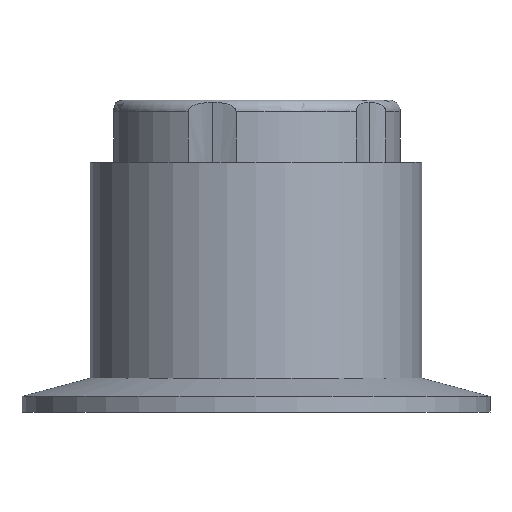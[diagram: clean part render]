
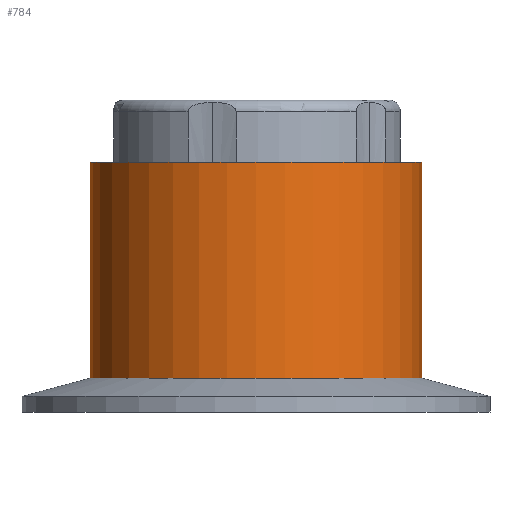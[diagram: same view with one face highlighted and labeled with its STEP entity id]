
A CAD part, front view. The second image highlights one B-rep face of the part: STEP entity #784.
In plain terms, the highlighted cylindrical face has radius 6.747 mm (diameter 13.494 mm), a partial arc.
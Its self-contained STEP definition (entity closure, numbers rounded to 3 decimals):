
#253=CARTESIAN_POINT('POINT17',(6.747,0.,
   1.379));
#254=VERTEX_POINT('VERTEX17',#253);
#262=CARTESIAN_POINT('POINT18',(-6.747,0.,
   1.379));
#263=VERTEX_POINT('VERTEX18',#262);
#270=CARTESIAN_POINT('POS27',(0.,0.,
   1.379));
#271=DIRECTION('DIR43',(0.,0.,-1.));
#272=DIRECTION('DIR44',(-1.,0.,0.));
#273=AXIS2_PLACEMENT_3D('AXIS17',#270,#271,#272);
#274=CIRCLE('ELLIPSE9',#273,6.747);
#286=EDGE_CURVE('EDGE28',#254,#263,#274,.T.);
#745=CARTESIAN_POINT('POINT47',(-6.747,0.,10.16));
#746=VERTEX_POINT('VERTEX47',#745);
#747=CARTESIAN_POINT('POS58',(-6.747,0.,
   5.556));
#748=DIRECTION('DIR92',(0.,0.,1.));
#749=VECTOR('VEC24',#748,1.);
#750=LINE('STRAIGHT24',#747,#749);
#751=EDGE_CURVE('EDGE68',#263,#746,#750,.T.);
#753=CARTESIAN_POINT('POINT48',(6.747,0.,
   10.16));
#754=VERTEX_POINT('VERTEX48',#753);
#755=CARTESIAN_POINT('POS59',(0.,0.,10.16));
#756=DIRECTION('DIR93',(0.,0.,1.));
#757=DIRECTION('DIR94',(-1.,0.,0.));
#758=AXIS2_PLACEMENT_3D('AXIS35',#755,#756,#757);
#759=CIRCLE('ELLIPSE20',#758,6.747);
#762=CARTESIAN_POINT('POS60',(6.747,0.,
   5.556));
#763=DIRECTION('DIR95',(0.,0.,-1.));
#764=VECTOR('VEC25',#763,1.);
#765=LINE('STRAIGHT25',#762,#764);
#766=EDGE_CURVE('EDGE70',#754,#254,#765,.T.);
#771=CARTESIAN_POINT('POS61',(0.,0.,
   5.556));
#772=DIRECTION('DIR96',(0.,0.,1.));
#773=DIRECTION('DIR97',(-1.,0.,0.));
#774=AXIS2_PLACEMENT_3D('AXIS36',#771,#772,#773);
#775=CYLINDRICAL_SURFACE('CONE_SURF11',#774,6.747);
#777=ORIENTED_EDGE('COEDGE109',*,*,#751,.F.);
#778=ORIENTED_EDGE('COEDGE110',*,*,#286,.F.);
#779=ORIENTED_EDGE('COEDGE111',*,*,#766,.F.);
#780=EDGE_CURVE('EDGE71',#746,#754,#759,.T.);
#781=ORIENTED_EDGE('COEDGE112',*,*,#780,.F.);
#782=EDGE_LOOP('NONE',(#777,#778,#779,#781));
#783=FACE_BOUND('LOOP1',#782,.T.);
#784=ADVANCED_FACE('FACE29',(#783),#775,.T.);
